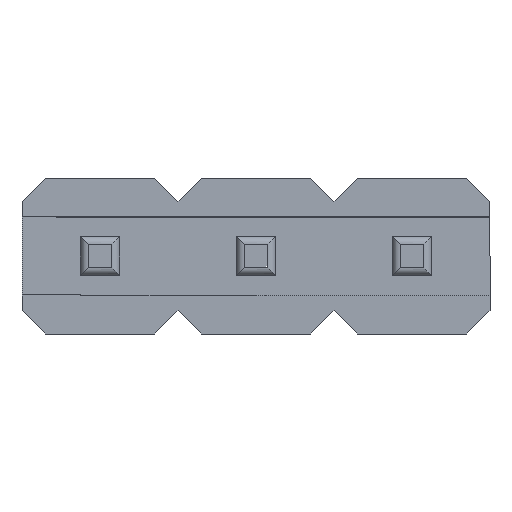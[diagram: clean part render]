
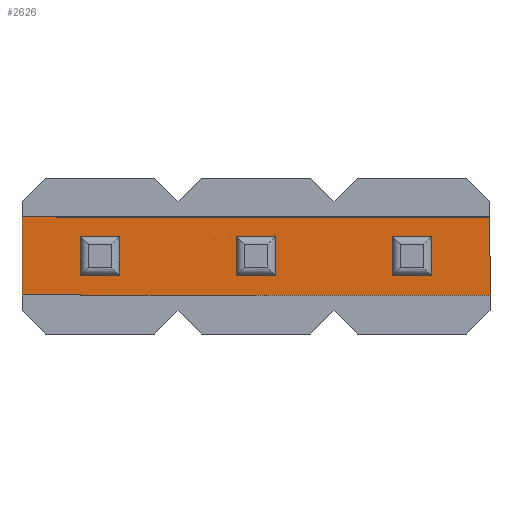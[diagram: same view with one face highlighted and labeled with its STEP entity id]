
A CAD part, front view. The second image highlights one B-rep face of the part: STEP entity #2626.
In plain terms, the highlighted planar face has unit normal (0, -1, 0).
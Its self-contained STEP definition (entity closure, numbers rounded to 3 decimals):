
#1 = EDGE_CURVE ( 'NONE', #2869, #1408, #349, .T. ) ;
#102 = CARTESIAN_POINT ( 'NONE',  ( 1.75, 0.3, 0.25 ) ) ;
#115 = VERTEX_POINT ( 'NONE', #1050 ) ;
#128 = CARTESIAN_POINT ( 'NONE',  ( 2.25, 0.3, -0.25 ) ) ;
#138 = LINE ( 'NONE', #816, #2693 ) ;
#143 = DIRECTION ( 'NONE',  ( 0., 0., 1. ) ) ;
#159 = EDGE_LOOP ( 'NONE', ( #1891, #607, #275, #1618 ) ) ;
#179 = CARTESIAN_POINT ( 'NONE',  ( 3.001, 0.3, -0.25 ) ) ;
#180 = EDGE_CURVE ( 'NONE', #3058, #2881, #1147, .T. ) ;
#194 = FACE_BOUND ( 'NONE', #1370, .T. ) ;
#202 = ORIENTED_EDGE ( 'NONE', *, *, #1224, .T. ) ;
#237 = CARTESIAN_POINT ( 'NONE',  ( -1.75, 0.3, -0.25 ) ) ;
#242 = VERTEX_POINT ( 'NONE', #102 ) ;
#249 = VECTOR ( 'NONE', #2140, 1000. ) ;
#275 = ORIENTED_EDGE ( 'NONE', *, *, #2301, .T. ) ;
#276 = VECTOR ( 'NONE', #2222, 1000. ) ;
#294 = DIRECTION ( 'NONE',  ( 0., 0., 1. ) ) ;
#298 = LINE ( 'NONE', #2938, #2330 ) ;
#349 = LINE ( 'NONE', #751, #1151 ) ;
#376 = DIRECTION ( 'NONE',  ( 0., 0., 1. ) ) ;
#379 = VERTEX_POINT ( 'NONE', #1128 ) ;
#412 = CARTESIAN_POINT ( 'NONE',  ( 0.25, 0.3, -0.25 ) ) ;
#478 = CARTESIAN_POINT ( 'NONE',  ( 3.001, 0.3, -0.25 ) ) ;
#498 = ORIENTED_EDGE ( 'NONE', *, *, #3024, .T. ) ;
#516 = VERTEX_POINT ( 'NONE', #1490 ) ;
#517 = EDGE_CURVE ( 'NONE', #984, #115, #3028, .T. ) ;
#572 = LINE ( 'NONE', #623, #2805 ) ;
#585 = EDGE_CURVE ( 'NONE', #1489, #2869, #1167, .T. ) ;
#607 = ORIENTED_EDGE ( 'NONE', *, *, #3068, .T. ) ;
#617 = LINE ( 'NONE', #179, #2462 ) ;
#623 = CARTESIAN_POINT ( 'NONE',  ( 2.25, 0.3, -0.5 ) ) ;
#660 = LINE ( 'NONE', #2851, #2061 ) ;
#695 = VECTOR ( 'NONE', #2967, 1000. ) ;
#745 = CARTESIAN_POINT ( 'NONE',  ( -1.75, 0.3, -0.5 ) ) ;
#751 = CARTESIAN_POINT ( 'NONE',  ( -0.25, 0.3, -0.5 ) ) ;
#757 = FACE_BOUND ( 'NONE', #2639, .T. ) ;
#760 = AXIS2_PLACEMENT_3D ( 'NONE', #2289, #1319, #376 ) ;
#775 = LINE ( 'NONE', #2129, #1275 ) ;
#816 = CARTESIAN_POINT ( 'NONE',  ( 3.001, 0.3, 0.5 ) ) ;
#839 = VECTOR ( 'NONE', #143, 1000. ) ;
#912 = VERTEX_POINT ( 'NONE', #2365 ) ;
#931 = EDGE_CURVE ( 'NONE', #2881, #516, #775, .T. ) ;
#951 = VECTOR ( 'NONE', #970, 1000. ) ;
#970 = DIRECTION ( 'NONE',  ( -1., 0., 0. ) ) ;
#974 = EDGE_CURVE ( 'NONE', #984, #2855, #2883, .T. ) ;
#981 = ORIENTED_EDGE ( 'NONE', *, *, #1578, .T. ) ;
#983 = DIRECTION ( 'NONE',  ( 0., 0., -1. ) ) ;
#984 = VERTEX_POINT ( 'NONE', #2634 ) ;
#1004 = DIRECTION ( 'NONE',  ( 0., 0., -1. ) ) ;
#1050 = CARTESIAN_POINT ( 'NONE',  ( -3., 0.3, -0.5 ) ) ;
#1100 = ORIENTED_EDGE ( 'NONE', *, *, #1, .T. ) ;
#1121 = CARTESIAN_POINT ( 'NONE',  ( -0.25, 0.3, 0.25 ) ) ;
#1128 = CARTESIAN_POINT ( 'NONE',  ( 1.75, 0.3, -0.25 ) ) ;
#1147 = LINE ( 'NONE', #1325, #839 ) ;
#1151 = VECTOR ( 'NONE', #1213, 1000. ) ;
#1167 = LINE ( 'NONE', #478, #2514 ) ;
#1213 = DIRECTION ( 'NONE',  ( 0., 0., 1. ) ) ;
#1223 = CARTESIAN_POINT ( 'NONE',  ( -0.25, 0.3, -0.25 ) ) ;
#1224 = EDGE_CURVE ( 'NONE', #516, #2996, #2353, .T. ) ;
#1275 = VECTOR ( 'NONE', #2587, 1000. ) ;
#1310 = LINE ( 'NONE', #1513, #276 ) ;
#1319 = DIRECTION ( 'NONE',  ( 0., 1., 0. ) ) ;
#1325 = CARTESIAN_POINT ( 'NONE',  ( -2.25, 0.3, -0.5 ) ) ;
#1338 = VERTEX_POINT ( 'NONE', #2034 ) ;
#1343 = EDGE_CURVE ( 'NONE', #2855, #1338, #138, .T. ) ;
#1347 = LINE ( 'NONE', #1750, #695 ) ;
#1351 = ORIENTED_EDGE ( 'NONE', *, *, #931, .T. ) ;
#1367 = ORIENTED_EDGE ( 'NONE', *, *, #1343, .T. ) ;
#1370 = EDGE_LOOP ( 'NONE', ( #1396, #2647, #1351, #202 ) ) ;
#1379 = EDGE_CURVE ( 'NONE', #2996, #3058, #1347, .T. ) ;
#1396 = ORIENTED_EDGE ( 'NONE', *, *, #1379, .T. ) ;
#1400 = VERTEX_POINT ( 'NONE', #128 ) ;
#1408 = VERTEX_POINT ( 'NONE', #1121 ) ;
#1417 = EDGE_CURVE ( 'NONE', #1636, #1400, #572, .T. ) ;
#1420 = DIRECTION ( 'NONE',  ( 1., 0., 0. ) ) ;
#1432 = CARTESIAN_POINT ( 'NONE',  ( 3., 0.3, -0.5 ) ) ;
#1489 = VERTEX_POINT ( 'NONE', #412 ) ;
#1490 = CARTESIAN_POINT ( 'NONE',  ( -1.75, 0.3, 0.25 ) ) ;
#1513 = CARTESIAN_POINT ( 'NONE',  ( -3., 0.3, -0.5 ) ) ;
#1578 = EDGE_CURVE ( 'NONE', #1408, #912, #660, .T. ) ;
#1596 = ORIENTED_EDGE ( 'NONE', *, *, #517, .F. ) ;
#1601 = EDGE_CURVE ( 'NONE', #1400, #379, #617, .T. ) ;
#1618 = ORIENTED_EDGE ( 'NONE', *, *, #1417, .T. ) ;
#1636 = VERTEX_POINT ( 'NONE', #3117 ) ;
#1706 = CARTESIAN_POINT ( 'NONE',  ( -2.25, 0.3, -0.25 ) ) ;
#1715 = EDGE_CURVE ( 'NONE', #1338, #115, #1310, .T. ) ;
#1716 = DIRECTION ( 'NONE',  ( -1., 0., 0. ) ) ;
#1750 = CARTESIAN_POINT ( 'NONE',  ( 3.001, 0.3, -0.25 ) ) ;
#1824 = PLANE ( 'NONE',  #760 ) ;
#1842 = ORIENTED_EDGE ( 'NONE', *, *, #1715, .T. ) ;
#1891 = ORIENTED_EDGE ( 'NONE', *, *, #1601, .T. ) ;
#1916 = VECTOR ( 'NONE', #1004, 1000. ) ;
#1950 = CARTESIAN_POINT ( 'NONE',  ( 3.001, 0.3, -0.5 ) ) ;
#1963 = VECTOR ( 'NONE', #2742, 1000. ) ;
#2034 = CARTESIAN_POINT ( 'NONE',  ( -3., 0.3, 0.5 ) ) ;
#2061 = VECTOR ( 'NONE', #1420, 1000. ) ;
#2116 = ORIENTED_EDGE ( 'NONE', *, *, #585, .T. ) ;
#2129 = CARTESIAN_POINT ( 'NONE',  ( 3.001, 0.3, 0.25 ) ) ;
#2140 = DIRECTION ( 'NONE',  ( 0., 0., 1. ) ) ;
#2222 = DIRECTION ( 'NONE',  ( 0., 0., -1. ) ) ;
#2289 = CARTESIAN_POINT ( 'NONE',  ( 3.001, 0.3, -0.5 ) ) ;
#2301 = EDGE_CURVE ( 'NONE', #242, #1636, #2826, .T. ) ;
#2330 = VECTOR ( 'NONE', #294, 1000. ) ;
#2353 = LINE ( 'NONE', #745, #3031 ) ;
#2365 = CARTESIAN_POINT ( 'NONE',  ( 0.25, 0.3, 0.25 ) ) ;
#2381 = ORIENTED_EDGE ( 'NONE', *, *, #974, .T. ) ;
#2437 = CARTESIAN_POINT ( 'NONE',  ( 0.25, 0.3, -0.5 ) ) ;
#2462 = VECTOR ( 'NONE', #2586, 1000. ) ;
#2492 = CARTESIAN_POINT ( 'NONE',  ( 3.001, 0.3, 0.25 ) ) ;
#2514 = VECTOR ( 'NONE', #1716, 1000. ) ;
#2561 = LINE ( 'NONE', #2437, #1916 ) ;
#2586 = DIRECTION ( 'NONE',  ( -1., 0., 0. ) ) ;
#2587 = DIRECTION ( 'NONE',  ( 1., 0., 0. ) ) ;
#2597 = CARTESIAN_POINT ( 'NONE',  ( 3., 0.3, 0.5 ) ) ;
#2626 = ADVANCED_FACE ( 'NONE', ( #194, #2678, #757, #2944 ), #1824, .F. ) ;
#2634 = CARTESIAN_POINT ( 'NONE',  ( 3., 0.3, -0.5 ) ) ;
#2639 = EDGE_LOOP ( 'NONE', ( #2116, #1100, #981, #498 ) ) ;
#2647 = ORIENTED_EDGE ( 'NONE', *, *, #180, .T. ) ;
#2678 = FACE_BOUND ( 'NONE', #159, .T. ) ;
#2693 = VECTOR ( 'NONE', #2746, 1000. ) ;
#2742 = DIRECTION ( 'NONE',  ( 1., 0., 0. ) ) ;
#2746 = DIRECTION ( 'NONE',  ( -1., 0., 0. ) ) ;
#2754 = EDGE_LOOP ( 'NONE', ( #2381, #1367, #1842, #1596 ) ) ;
#2805 = VECTOR ( 'NONE', #3036, 1000. ) ;
#2826 = LINE ( 'NONE', #2492, #1963 ) ;
#2851 = CARTESIAN_POINT ( 'NONE',  ( 3.001, 0.3, 0.25 ) ) ;
#2855 = VERTEX_POINT ( 'NONE', #2597 ) ;
#2861 = CARTESIAN_POINT ( 'NONE',  ( -2.25, 0.3, 0.25 ) ) ;
#2869 = VERTEX_POINT ( 'NONE', #1223 ) ;
#2881 = VERTEX_POINT ( 'NONE', #2861 ) ;
#2883 = LINE ( 'NONE', #1432, #249 ) ;
#2938 = CARTESIAN_POINT ( 'NONE',  ( 1.75, 0.3, -0.5 ) ) ;
#2944 = FACE_OUTER_BOUND ( 'NONE', #2754, .T. ) ;
#2967 = DIRECTION ( 'NONE',  ( -1., 0., 0. ) ) ;
#2996 = VERTEX_POINT ( 'NONE', #237 ) ;
#3024 = EDGE_CURVE ( 'NONE', #912, #1489, #2561, .T. ) ;
#3028 = LINE ( 'NONE', #1950, #951 ) ;
#3031 = VECTOR ( 'NONE', #983, 1000. ) ;
#3036 = DIRECTION ( 'NONE',  ( 0., 0., -1. ) ) ;
#3058 = VERTEX_POINT ( 'NONE', #1706 ) ;
#3068 = EDGE_CURVE ( 'NONE', #379, #242, #298, .T. ) ;
#3117 = CARTESIAN_POINT ( 'NONE',  ( 2.25, 0.3, 0.25 ) ) ;
